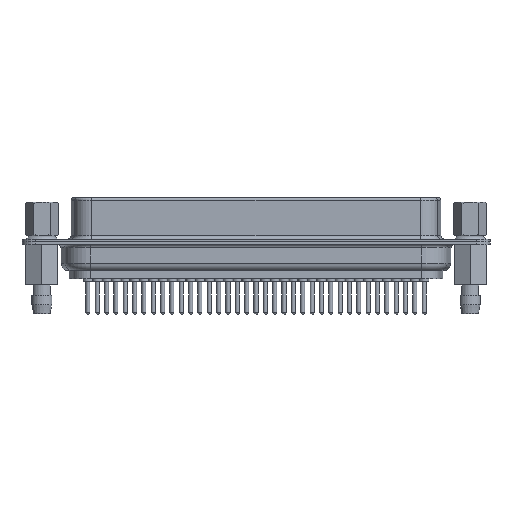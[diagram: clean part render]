
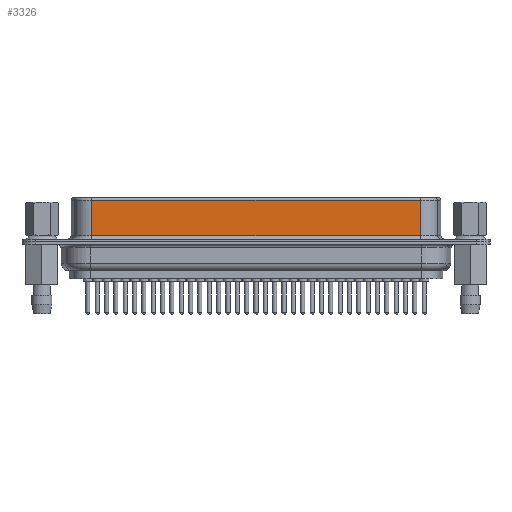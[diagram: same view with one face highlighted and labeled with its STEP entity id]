
A CAD part, front view. The second image highlights one B-rep face of the part: STEP entity #3326.
In plain terms, the highlighted planar face has unit normal (0, -1, 0).
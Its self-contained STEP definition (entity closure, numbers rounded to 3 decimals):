
#962 = CYLINDRICAL_SURFACE('',#963,0.39);
#963 = AXIS2_PLACEMENT_3D('',#964,#965,#966);
#964 = CARTESIAN_POINT('',(-24.375,-3.545,6.16));
#965 = DIRECTION('',(1.,0.,0.));
#966 = DIRECTION('',(0.,-1.,0.));
#1984 = VERTEX_POINT('',#1985);
#1985 = CARTESIAN_POINT('',(-24.375,-3.935,6.16));
#2000 = CYLINDRICAL_SURFACE('',#2001,2.545);
#2001 = AXIS2_PLACEMENT_3D('',#2002,#2003,#2004);
#2002 = CARTESIAN_POINT('',(-24.375,-1.39,0.4));
#2003 = DIRECTION('',(-0.,-0.,-1.));
#2004 = DIRECTION('',(1.,0.,0.));
#2096 = VERTEX_POINT('',#2097);
#2097 = CARTESIAN_POINT('',(24.375,-3.935,6.16));
#2119 = EDGE_CURVE('',#1984,#2096,#2120,.T.);
#2120 = SURFACE_CURVE('',#2121,(#2125,#2132),.PCURVE_S1.);
#2121 = LINE('',#2122,#2123);
#2122 = CARTESIAN_POINT('',(-24.375,-3.935,6.16));
#2123 = VECTOR('',#2124,1.);
#2124 = DIRECTION('',(1.,0.,0.));
#2125 = PCURVE('',#962,#2126);
#2126 = DEFINITIONAL_REPRESENTATION('',(#2127),#2131);
#2127 = LINE('',#2128,#2129);
#2128 = CARTESIAN_POINT('',(-0.,0.));
#2129 = VECTOR('',#2130,1.);
#2130 = DIRECTION('',(-0.,1.));
#2131 = ( GEOMETRIC_REPRESENTATION_CONTEXT(2) 
PARAMETRIC_REPRESENTATION_CONTEXT() REPRESENTATION_CONTEXT('2D SPACE',''
  ) );
#2132 = PCURVE('',#2133,#2138);
#2133 = PLANE('',#2134);
#2134 = AXIS2_PLACEMENT_3D('',#2135,#2136,#2137);
#2135 = CARTESIAN_POINT('',(24.375,-3.935,0.4));
#2136 = DIRECTION('',(0.,-1.,0.));
#2137 = DIRECTION('',(-1.,0.,0.));
#2138 = DEFINITIONAL_REPRESENTATION('',(#2139),#2143);
#2139 = LINE('',#2140,#2141);
#2140 = CARTESIAN_POINT('',(48.75,-5.76));
#2141 = VECTOR('',#2142,1.);
#2142 = DIRECTION('',(-1.,-0.));
#2143 = ( GEOMETRIC_REPRESENTATION_CONTEXT(2) 
PARAMETRIC_REPRESENTATION_CONTEXT() REPRESENTATION_CONTEXT('2D SPACE',''
  ) );
#2222 = CYLINDRICAL_SURFACE('',#2223,2.545);
#2223 = AXIS2_PLACEMENT_3D('',#2224,#2225,#2226);
#2224 = CARTESIAN_POINT('',(24.375,-1.39,0.4));
#2225 = DIRECTION('',(-0.,-0.,-1.));
#2226 = DIRECTION('',(1.,0.,0.));
#3223 = EDGE_CURVE('',#3224,#1984,#3226,.T.);
#3224 = VERTEX_POINT('',#3225);
#3225 = CARTESIAN_POINT('',(-24.375,-3.935,0.9));
#3226 = SURFACE_CURVE('',#3227,(#3231,#3238),.PCURVE_S1.);
#3227 = LINE('',#3228,#3229);
#3228 = CARTESIAN_POINT('',(-24.375,-3.935,0.4));
#3229 = VECTOR('',#3230,1.);
#3230 = DIRECTION('',(0.,0.,1.));
#3231 = PCURVE('',#2000,#3232);
#3232 = DEFINITIONAL_REPRESENTATION('',(#3233),#3237);
#3233 = LINE('',#3234,#3235);
#3234 = CARTESIAN_POINT('',(-4.712,0.));
#3235 = VECTOR('',#3236,1.);
#3236 = DIRECTION('',(-0.,-1.));
#3237 = ( GEOMETRIC_REPRESENTATION_CONTEXT(2) 
PARAMETRIC_REPRESENTATION_CONTEXT() REPRESENTATION_CONTEXT('2D SPACE',''
  ) );
#3238 = PCURVE('',#2133,#3239);
#3239 = DEFINITIONAL_REPRESENTATION('',(#3240),#3244);
#3240 = LINE('',#3241,#3242);
#3241 = CARTESIAN_POINT('',(48.75,0.));
#3242 = VECTOR('',#3243,1.);
#3243 = DIRECTION('',(0.,-1.));
#3244 = ( GEOMETRIC_REPRESENTATION_CONTEXT(2) 
PARAMETRIC_REPRESENTATION_CONTEXT() REPRESENTATION_CONTEXT('2D SPACE',''
  ) );
#3326 = ADVANCED_FACE('',(#3327),#2133,.T.);
#3327 = FACE_BOUND('',#3328,.T.);
#3328 = EDGE_LOOP('',(#3329,#3352,#3353,#3354));
#3329 = ORIENTED_EDGE('',*,*,#3330,.T.);
#3330 = EDGE_CURVE('',#3331,#2096,#3333,.T.);
#3331 = VERTEX_POINT('',#3332);
#3332 = CARTESIAN_POINT('',(24.375,-3.935,0.9));
#3333 = SURFACE_CURVE('',#3334,(#3338,#3345),.PCURVE_S1.);
#3334 = LINE('',#3335,#3336);
#3335 = CARTESIAN_POINT('',(24.375,-3.935,0.4));
#3336 = VECTOR('',#3337,1.);
#3337 = DIRECTION('',(0.,0.,1.));
#3338 = PCURVE('',#2133,#3339);
#3339 = DEFINITIONAL_REPRESENTATION('',(#3340),#3344);
#3340 = LINE('',#3341,#3342);
#3341 = CARTESIAN_POINT('',(0.,-0.));
#3342 = VECTOR('',#3343,1.);
#3343 = DIRECTION('',(0.,-1.));
#3344 = ( GEOMETRIC_REPRESENTATION_CONTEXT(2) 
PARAMETRIC_REPRESENTATION_CONTEXT() REPRESENTATION_CONTEXT('2D SPACE',''
  ) );
#3345 = PCURVE('',#2222,#3346);
#3346 = DEFINITIONAL_REPRESENTATION('',(#3347),#3351);
#3347 = LINE('',#3348,#3349);
#3348 = CARTESIAN_POINT('',(-4.712,0.));
#3349 = VECTOR('',#3350,1.);
#3350 = DIRECTION('',(-0.,-1.));
#3351 = ( GEOMETRIC_REPRESENTATION_CONTEXT(2) 
PARAMETRIC_REPRESENTATION_CONTEXT() REPRESENTATION_CONTEXT('2D SPACE',''
  ) );
#3352 = ORIENTED_EDGE('',*,*,#2119,.F.);
#3353 = ORIENTED_EDGE('',*,*,#3223,.F.);
#3354 = ORIENTED_EDGE('',*,*,#3355,.F.);
#3355 = EDGE_CURVE('',#3331,#3224,#3356,.T.);
#3356 = SURFACE_CURVE('',#3357,(#3361,#3368),.PCURVE_S1.);
#3357 = LINE('',#3358,#3359);
#3358 = CARTESIAN_POINT('',(24.375,-3.935,0.9));
#3359 = VECTOR('',#3360,1.);
#3360 = DIRECTION('',(-1.,0.,0.));
#3361 = PCURVE('',#2133,#3362);
#3362 = DEFINITIONAL_REPRESENTATION('',(#3363),#3367);
#3363 = LINE('',#3364,#3365);
#3364 = CARTESIAN_POINT('',(0.,-0.5));
#3365 = VECTOR('',#3366,1.);
#3366 = DIRECTION('',(1.,0.));
#3367 = ( GEOMETRIC_REPRESENTATION_CONTEXT(2) 
PARAMETRIC_REPRESENTATION_CONTEXT() REPRESENTATION_CONTEXT('2D SPACE',''
  ) );
#3368 = PCURVE('',#3369,#3374);
#3369 = CYLINDRICAL_SURFACE('',#3370,0.5);
#3370 = AXIS2_PLACEMENT_3D('',#3371,#3372,#3373);
#3371 = CARTESIAN_POINT('',(24.375,-4.435,0.9));
#3372 = DIRECTION('',(-1.,0.,0.));
#3373 = DIRECTION('',(0.,0.,-1.));
#3374 = DEFINITIONAL_REPRESENTATION('',(#3375),#3379);
#3375 = LINE('',#3376,#3377);
#3376 = CARTESIAN_POINT('',(-1.571,0.));
#3377 = VECTOR('',#3378,1.);
#3378 = DIRECTION('',(-0.,1.));
#3379 = ( GEOMETRIC_REPRESENTATION_CONTEXT(2) 
PARAMETRIC_REPRESENTATION_CONTEXT() REPRESENTATION_CONTEXT('2D SPACE',''
  ) );
